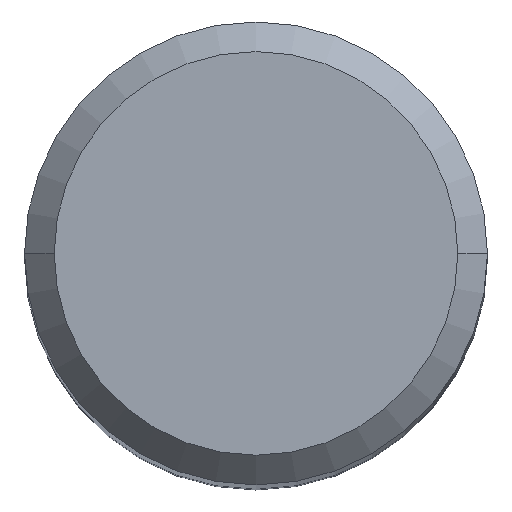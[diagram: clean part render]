
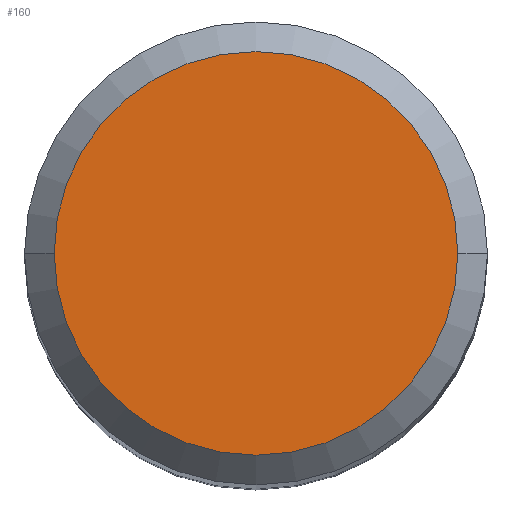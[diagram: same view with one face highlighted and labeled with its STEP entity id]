
A CAD part, top view. The second image highlights one B-rep face of the part: STEP entity #160.
In plain terms, the highlighted planar face has unit normal (0, 0, 1).
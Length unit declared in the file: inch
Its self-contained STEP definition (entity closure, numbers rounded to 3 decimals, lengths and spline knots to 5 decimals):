
#13 = ORIENTED_EDGE ( 'NONE', *, *, #330, .T. ) ;
#31 = DIRECTION ( 'NONE',  ( 0., 0., -1. ) ) ;
#76 = AXIS2_PLACEMENT_3D ( 'NONE', #357, #123, #192 ) ;
#92 = VERTEX_POINT ( 'NONE', #139 ) ;
#109 = CARTESIAN_POINT ( 'NONE',  ( -0.13625, 0., 0. ) ) ;
#123 = DIRECTION ( 'NONE',  ( 0., 0., 1. ) ) ;
#128 = CIRCLE ( 'NONE', #76, 0.13625 ) ;
#139 = CARTESIAN_POINT ( 'NONE',  ( 0.13625, 0., 0. ) ) ;
#158 = DIRECTION ( 'NONE',  ( 0., 0., 1. ) ) ;
#160 = ADVANCED_FACE ( 'NONE', ( #261 ), #211, .F. ) ;
#185 = AXIS2_PLACEMENT_3D ( 'NONE', #302, #158, #354 ) ;
#188 = VERTEX_POINT ( 'NONE', #109 ) ;
#192 = DIRECTION ( 'NONE',  ( 1., 0., 0. ) ) ;
#201 = AXIS2_PLACEMENT_3D ( 'NONE', #339, #31, #313 ) ;
#211 = PLANE ( 'NONE',  #201 ) ;
#256 = ORIENTED_EDGE ( 'NONE', *, *, #322, .T. ) ;
#261 = FACE_OUTER_BOUND ( 'NONE', #265, .T. ) ;
#265 = EDGE_LOOP ( 'NONE', ( #256, #13 ) ) ;
#292 = CIRCLE ( 'NONE', #185, 0.13625 ) ;
#302 = CARTESIAN_POINT ( 'NONE',  ( 0., 0., 0. ) ) ;
#313 = DIRECTION ( 'NONE',  ( -1., 0., 0. ) ) ;
#322 = EDGE_CURVE ( 'NONE', #188, #92, #128, .T. ) ;
#330 = EDGE_CURVE ( 'NONE', #92, #188, #292, .T. ) ;
#339 = CARTESIAN_POINT ( 'NONE',  ( 0., 0.13625, 0. ) ) ;
#354 = DIRECTION ( 'NONE',  ( 1., 0., 0. ) ) ;
#357 = CARTESIAN_POINT ( 'NONE',  ( 0., 0., 0. ) ) ;
